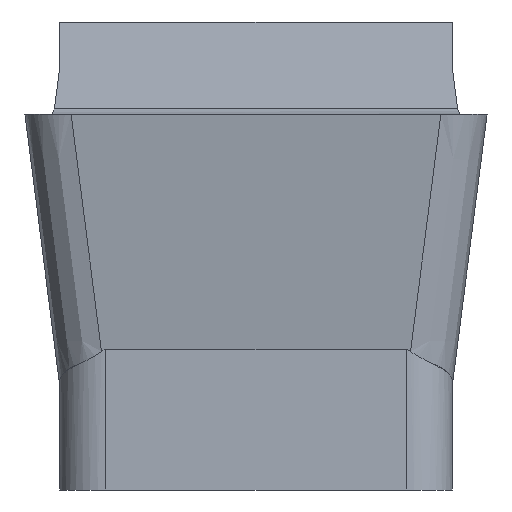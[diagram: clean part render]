
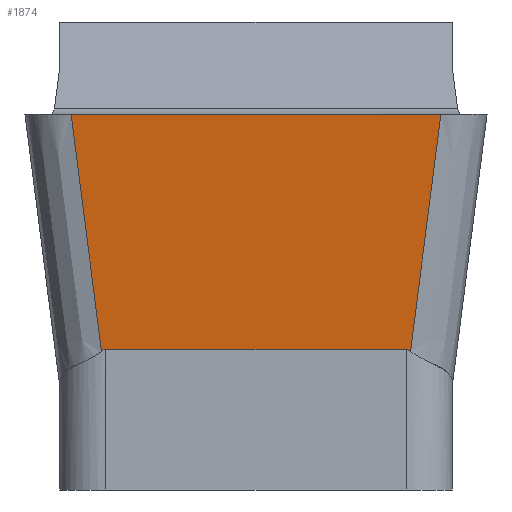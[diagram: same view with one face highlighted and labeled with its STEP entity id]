
A CAD part, front view. The second image highlights one B-rep face of the part: STEP entity #1874.
In plain terms, the highlighted planar face has unit normal (0, -0.993, -0.122).
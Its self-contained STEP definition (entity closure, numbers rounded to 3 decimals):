
#628=CARTESIAN_POINT('',(3.2,0.,
0.));
#633=DIRECTION('',(-1.,0.,0.));
#634=VECTOR('',#633,6.4);
#635=CARTESIAN_POINT('',(3.2,0.,
0.));
#636=LINE('',#635,#634);
#726=CARTESIAN_POINT('',(2.674,0.503,-4.1));
#745=CARTESIAN_POINT('',(2.6,0.5,-4.072));
#746=CARTESIAN_POINT('',(2.628,0.5,-4.072));
#747=CARTESIAN_POINT('',(2.652,0.501,-4.083));
#748=CARTESIAN_POINT('',(2.674,0.503,-4.1));
#753=DIRECTION('',(1.,0.,0.));
#754=VECTOR('',#753,5.2);
#755=CARTESIAN_POINT('',(-2.6,0.5,-4.072));
#756=LINE('',#755,#754);
#760=DIRECTION('',(-0.126,0.121,-0.985));
#761=VECTOR('',#760,4.164);
#762=CARTESIAN_POINT('',(3.2,0.,
0.));
#763=LINE('',#762,#761);
#767=DIRECTION('',(-0.126,-0.121,0.985));
#768=VECTOR('',#767,4.164);
#769=CARTESIAN_POINT('',(-2.674,0.503,
-4.1));
#770=LINE('',#769,#768);
#774=CARTESIAN_POINT('',(-2.674,0.503,
-4.1));
#775=CARTESIAN_POINT('',(-2.652,0.501,
-4.083));
#776=CARTESIAN_POINT('',(-2.628,0.5,
-4.072));
#777=CARTESIAN_POINT('',(-2.6,0.5,-4.072));
#967=VERTEX_POINT('',#628);
#968=CARTESIAN_POINT('',(-3.2,0.,
0.));
#969=VERTEX_POINT('',#968);
#975=VERTEX_POINT('',#726);
#976=CARTESIAN_POINT('',(2.6,0.5,-4.072));
#977=VERTEX_POINT('',#976);
#978=CARTESIAN_POINT('',(-2.6,0.5,-4.072));
#979=VERTEX_POINT('',#978);
#980=VERTEX_POINT('',#774);
#1859=CARTESIAN_POINT('',(4.2,0.301,-2.45));
#1860=DIRECTION('',(0.,-0.993,-0.122));
#1861=DIRECTION('',(0.,-0.122,0.993));
#1862=AXIS2_PLACEMENT_3D('',#1859,#1860,#1861);
#1863=PLANE('',#1862);
#1864=ORIENTED_EDGE('',*,*,#1713,.F.);
#1865=ORIENTED_EDGE('',*,*,#1786,.T.);
#1866=ORIENTED_EDGE('',*,*,#1813,.F.);
#1867=ORIENTED_EDGE('',*,*,#1838,.F.);
#1869=ORIENTED_EDGE('',*,*,#1868,.F.);
#1871=ORIENTED_EDGE('',*,*,#1870,.T.);
#1872=EDGE_LOOP('',(#1864,#1865,#1866,#1867,#1869,#1871));
#1873=FACE_OUTER_BOUND('',#1872,.F.);
#749=B_SPLINE_CURVE_WITH_KNOTS('',3,(#745,#746,#747,#748),.UNSPECIFIED.,.F.,.F.,
(4,4),(0.,1.),.UNSPECIFIED.);
#778=B_SPLINE_CURVE_WITH_KNOTS('',3,(#774,#775,#776,#777),.UNSPECIFIED.,.F.,.F.,
(4,4),(0.,1.),.UNSPECIFIED.);
#1713=EDGE_CURVE('',#967,#969,#636,.T.);
#1786=EDGE_CURVE('',#967,#975,#763,.T.);
#1813=EDGE_CURVE('',#977,#975,#749,.T.);
#1838=EDGE_CURVE('',#979,#977,#756,.T.);
#1868=EDGE_CURVE('',#980,#979,#778,.T.);
#1870=EDGE_CURVE('',#980,#969,#770,.T.);
#1874=ADVANCED_FACE('',(#1873),#1863,.T.);
